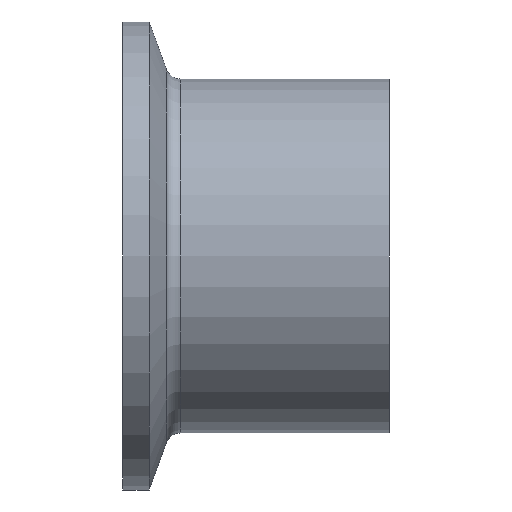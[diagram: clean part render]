
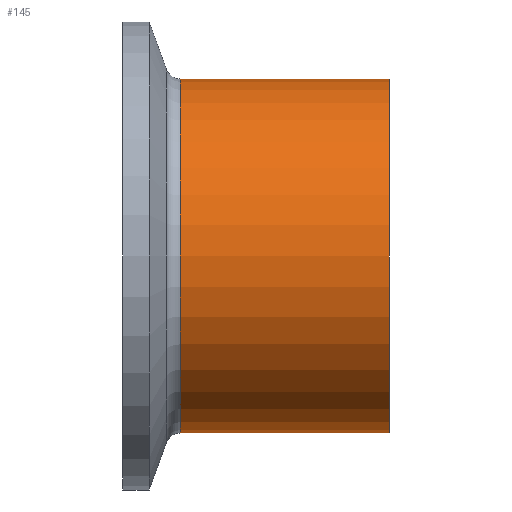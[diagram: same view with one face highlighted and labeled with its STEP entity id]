
A CAD part, left-side view. The second image highlights one B-rep face of the part: STEP entity #145.
In plain terms, the highlighted cylindrical face has radius 19.05 mm (diameter 38.1 mm), a partial arc.
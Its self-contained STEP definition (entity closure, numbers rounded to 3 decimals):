
#26 = DIRECTION ( 'NONE',  ( 0., 1., 0. ) ) ;
#39 = EDGE_CURVE ( 'NONE', #578, #494, #642, .T. ) ;
#101 = VERTEX_POINT ( 'NONE', #438 ) ;
#110 = CARTESIAN_POINT ( 'NONE',  ( 0., 6.491, -19.05 ) ) ;
#113 = CARTESIAN_POINT ( 'NONE',  ( 0., 6.491, 0. ) ) ;
#145 = ADVANCED_FACE ( 'NONE', ( #149 ), #377, .T. ) ;
#147 = ORIENTED_EDGE ( 'NONE', *, *, #39, .F. ) ;
#149 = FACE_OUTER_BOUND ( 'NONE', #399, .T. ) ;
#152 = DIRECTION ( 'NONE',  ( 0., 0., 1. ) ) ;
#173 = ORIENTED_EDGE ( 'NONE', *, *, #544, .T. ) ;
#223 = VECTOR ( 'NONE', #507, 1000. ) ;
#230 = VECTOR ( 'NONE', #26, 1000. ) ;
#244 = LINE ( 'NONE', #248, #223 ) ;
#248 = CARTESIAN_POINT ( 'NONE',  ( 0., 12.7, -19.05 ) ) ;
#269 = EDGE_CURVE ( 'NONE', #314, #494, #464, .T. ) ;
#284 = DIRECTION ( 'NONE',  ( 0., 0., 1. ) ) ;
#314 = VERTEX_POINT ( 'NONE', #466 ) ;
#345 = CARTESIAN_POINT ( 'NONE',  ( 0., 12.7, 0. ) ) ;
#371 = AXIS2_PLACEMENT_3D ( 'NONE', #113, #478, #152 ) ;
#377 = CYLINDRICAL_SURFACE ( 'NONE', #506, 19.05 ) ;
#381 = DIRECTION ( 'NONE',  ( 0., 0., 1. ) ) ;
#388 = DIRECTION ( 'NONE',  ( 0., 1., 0. ) ) ;
#399 = EDGE_LOOP ( 'NONE', ( #573, #173, #560, #147 ) ) ;
#423 = CARTESIAN_POINT ( 'NONE',  ( 0., 6.491, 19.05 ) ) ;
#433 = CIRCLE ( 'NONE', #447, 19.05 ) ;
#438 = CARTESIAN_POINT ( 'NONE',  ( 0., -16., -19.05 ) ) ;
#447 = AXIS2_PLACEMENT_3D ( 'NONE', #597, #704, #381 ) ;
#464 = LINE ( 'NONE', #622, #230 ) ;
#466 = CARTESIAN_POINT ( 'NONE',  ( 0., -16., 19.05 ) ) ;
#478 = DIRECTION ( 'NONE',  ( 0., 1., 0. ) ) ;
#494 = VERTEX_POINT ( 'NONE', #423 ) ;
#506 = AXIS2_PLACEMENT_3D ( 'NONE', #345, #388, #284 ) ;
#507 = DIRECTION ( 'NONE',  ( 0., 1., 0. ) ) ;
#544 = EDGE_CURVE ( 'NONE', #101, #314, #433, .T. ) ;
#560 = ORIENTED_EDGE ( 'NONE', *, *, #269, .T. ) ;
#573 = ORIENTED_EDGE ( 'NONE', *, *, #695, .F. ) ;
#578 = VERTEX_POINT ( 'NONE', #110 ) ;
#597 = CARTESIAN_POINT ( 'NONE',  ( 0., -16., 0. ) ) ;
#622 = CARTESIAN_POINT ( 'NONE',  ( 0., 12.7, 19.05 ) ) ;
#642 = CIRCLE ( 'NONE', #371, 19.05 ) ;
#695 = EDGE_CURVE ( 'NONE', #101, #578, #244, .T. ) ;
#704 = DIRECTION ( 'NONE',  ( 0., 1., 0. ) ) ;
